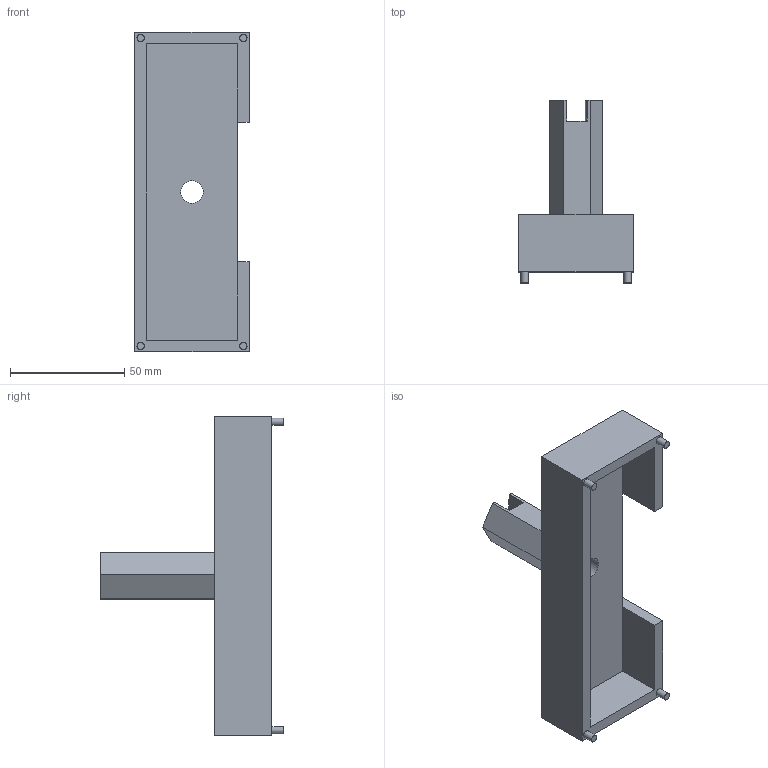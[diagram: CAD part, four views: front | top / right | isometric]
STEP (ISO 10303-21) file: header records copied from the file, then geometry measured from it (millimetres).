
FILE_DESCRIPTION(/* description */ (''),/* implementation_level */ '2;1');
FILE_NAME(/* name */ 'Caja_Antena[1].step',/* time_stamp */ '2025-11-18T22:43:42-06:00',/* author */ ('Diana'),/* organization */ (''),/* preprocessor_version */ 'ST-DEVELOPER v20.1',/* originating_system */ 'Autodesk Inventor 2026',/* authorisation */ '');
FILE_SCHEMA (('AUTOMOTIVE_DESIGN { 1 0 10303 214 3 1 1 }'));
Length unit declared in the file: millimetre
Products named in the file (1): Caja_Antena[1]
Bounding box: 50 x 80 x 140 mm (x, y, z)
Volume: 75597.1 mm3; surface area: 32653.9 mm2
Topology: 1 solids, 1 shells, 39 faces, 97 edges, 66 vertices
Faces by surface type: plane 34, cylinder 5
Full cylindrical faces by diameter (mm): 3.2 x4, 10 x1
Entity records: 1209 total; most frequent: CARTESIAN_POINT 203, ORIENTED_EDGE 194, DIRECTION 191, EDGE_CURVE 97, LINE 83, VECTOR 83, VERTEX_POINT 64, AXIS2_PLACEMENT_3D 54
